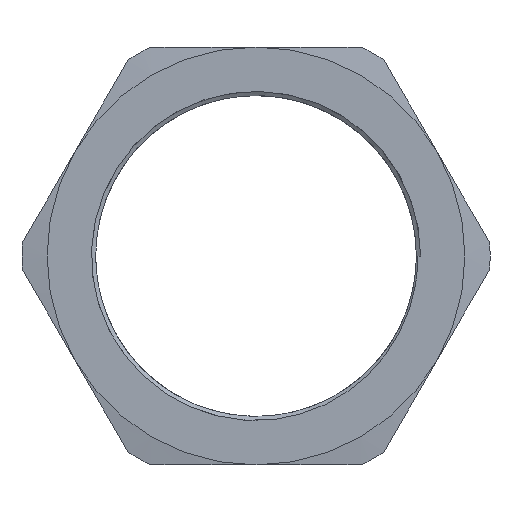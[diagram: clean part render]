
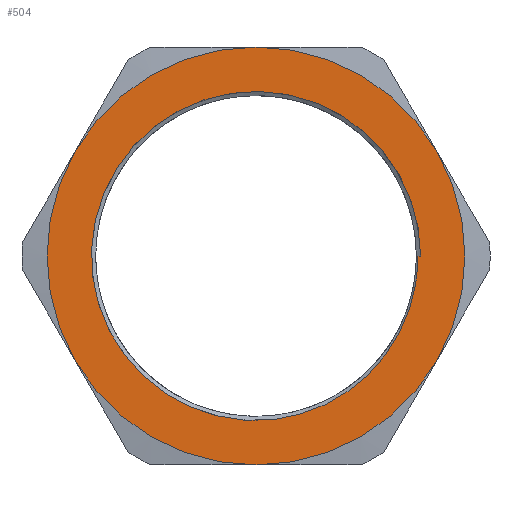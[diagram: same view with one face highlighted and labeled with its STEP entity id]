
A CAD part, left-side view. The second image highlights one B-rep face of the part: STEP entity #504.
In plain terms, the highlighted planar face has unit normal (-1, 0, 0).
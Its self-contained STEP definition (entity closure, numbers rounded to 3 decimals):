
#15=FACE_BOUND('',#125,.T.);
#60=PLANE('',#568);
#93=FACE_OUTER_BOUND('',#124,.T.);
#124=EDGE_LOOP('',(#448,#449,#450,#451,#452,#453));
#125=EDGE_LOOP('',(#454,#455,#456));
#131=LINE('',#1675,#148);
#148=VECTOR('',#581,10.);
#164=B_SPLINE_CURVE_WITH_KNOTS('',3,(#1069,#1070,#1071,#1072,#1073,#1074,
#1075,#1076,#1077,#1078,#1079,#1080,#1081,#1082,#1083,#1084),
 .UNSPECIFIED.,.F.,.F.,(4,3,3,3,3,4),(-4.591,-4.579,
-3.045,-1.518,-0.095,0.),
 .UNSPECIFIED.);
#171=CIRCLE('',#519,31.5);
#172=CIRCLE('',#527,40.);
#175=CIRCLE('',#531,40.);
#177=CIRCLE('',#534,40.);
#179=CIRCLE('',#537,40.);
#180=CIRCLE('',#539,40.);
#195=CIRCLE('',#566,40.);
#200=VERTEX_POINT('',#1067);
#201=VERTEX_POINT('',#1068);
#205=VERTEX_POINT('',#1674);
#209=VERTEX_POINT('',#1688);
#212=VERTEX_POINT('',#1702);
#221=VERTEX_POINT('',#1730);
#227=VERTEX_POINT('',#1751);
#233=VERTEX_POINT('',#1772);
#236=VERTEX_POINT('',#1786);
#246=EDGE_CURVE('',#200,#201,#164,.T.);
#253=EDGE_CURVE('',#201,#205,#131,.T.);
#256=EDGE_CURVE('',#200,#205,#171,.T.);
#293=EDGE_CURVE('',#209,#233,#172,.T.);
#296=EDGE_CURVE('',#236,#227,#175,.T.);
#298=EDGE_CURVE('',#227,#221,#177,.T.);
#300=EDGE_CURVE('',#233,#212,#179,.T.);
#301=EDGE_CURVE('',#212,#236,#180,.T.);
#316=EDGE_CURVE('',#221,#209,#195,.T.);
#448=ORIENTED_EDGE('',*,*,#298,.F.);
#449=ORIENTED_EDGE('',*,*,#296,.F.);
#450=ORIENTED_EDGE('',*,*,#301,.F.);
#451=ORIENTED_EDGE('',*,*,#300,.F.);
#452=ORIENTED_EDGE('',*,*,#293,.F.);
#453=ORIENTED_EDGE('',*,*,#316,.F.);
#454=ORIENTED_EDGE('',*,*,#256,.T.);
#455=ORIENTED_EDGE('',*,*,#253,.F.);
#456=ORIENTED_EDGE('',*,*,#246,.F.);
#504=ADVANCED_FACE('',(#93,#15),#60,.T.);
#519=AXIS2_PLACEMENT_3D('',#1679,#587,#588);
#527=AXIS2_PLACEMENT_3D('',#1807,#615,#616);
#531=AXIS2_PLACEMENT_3D('',#1811,#623,#624);
#534=AXIS2_PLACEMENT_3D('',#1814,#629,#630);
#537=AXIS2_PLACEMENT_3D('',#1817,#635,#636);
#539=AXIS2_PLACEMENT_3D('',#1819,#639,#640);
#566=AXIS2_PLACEMENT_3D('',#1846,#693,#694);
#568=AXIS2_PLACEMENT_3D('',#1848,#697,#698);
#581=DIRECTION('',(0.,-1.,0.));
#587=DIRECTION('center_axis',(1.,0.,0.));
#588=DIRECTION('ref_axis',(0.,0.,-1.));
#615=DIRECTION('center_axis',(1.,0.,0.));
#616=DIRECTION('ref_axis',(0.,-1.,0.));
#623=DIRECTION('center_axis',(1.,0.,0.));
#624=DIRECTION('ref_axis',(0.,-1.,0.));
#629=DIRECTION('center_axis',(1.,0.,0.));
#630=DIRECTION('ref_axis',(0.,-1.,0.));
#635=DIRECTION('center_axis',(1.,0.,0.));
#636=DIRECTION('ref_axis',(0.,-1.,0.));
#639=DIRECTION('center_axis',(1.,0.,0.));
#640=DIRECTION('ref_axis',(0.,-1.,0.));
#693=DIRECTION('center_axis',(1.,0.,0.));
#694=DIRECTION('ref_axis',(0.,-1.,0.));
#697=DIRECTION('center_axis',(-1.,0.,0.));
#698=DIRECTION('ref_axis',(0.,0.,1.));
#1067=CARTESIAN_POINT('',(-6.4,-3.293,-31.327));
#1068=CARTESIAN_POINT('',(-6.4,-30.956,0.));
#1069=CARTESIAN_POINT('Ctrl Pts',(-6.4,-3.293,-31.33));
#1070=CARTESIAN_POINT('Ctrl Pts',(-6.4,-3.331,-31.325));
#1071=CARTESIAN_POINT('Ctrl Pts',(-6.4,-3.368,-31.321));
#1072=CARTESIAN_POINT('Ctrl Pts',(-6.4,-3.406,-31.316));
#1073=CARTESIAN_POINT('Ctrl Pts',(-6.4,-8.484,-30.704));
#1074=CARTESIAN_POINT('Ctrl Pts',(-6.4,-13.392,-28.834));
#1075=CARTESIAN_POINT('Ctrl Pts',(-6.4,-17.576,-25.924));
#1076=CARTESIAN_POINT('Ctrl Pts',(-6.4,-21.74,-23.028));
#1077=CARTESIAN_POINT('Ctrl Pts',(-6.4,-25.191,-19.094));
#1078=CARTESIAN_POINT('Ctrl Pts',(-6.4,-27.512,-14.586));
#1079=CARTESIAN_POINT('Ctrl Pts',(-6.4,-29.676,-10.384));
#1080=CARTESIAN_POINT('Ctrl Pts',(-6.4,-30.863,-5.683));
#1081=CARTESIAN_POINT('Ctrl Pts',(-6.4,-30.953,-0.946));
#1082=CARTESIAN_POINT('Ctrl Pts',(-6.4,-30.959,-0.631));
#1083=CARTESIAN_POINT('Ctrl Pts',(-6.4,-30.96,-0.315));
#1084=CARTESIAN_POINT('Ctrl Pts',(-6.4,-30.956,0.));
#1674=CARTESIAN_POINT('',(-6.4,-31.5,0.));
#1675=CARTESIAN_POINT('',(-6.4,-15.626,0.));
#1679=CARTESIAN_POINT('Origin',(-6.4,0.,0.));
#1688=CARTESIAN_POINT('',(-6.4,0.,40.));
#1702=CARTESIAN_POINT('',(-6.4,-34.641,-20.));
#1730=CARTESIAN_POINT('',(-6.4,34.641,20.));
#1751=CARTESIAN_POINT('',(-6.4,34.641,-20.));
#1772=CARTESIAN_POINT('',(-6.4,-34.641,20.));
#1786=CARTESIAN_POINT('',(-6.4,0.,-40.));
#1807=CARTESIAN_POINT('Origin',(-6.4,0.,0.));
#1811=CARTESIAN_POINT('Origin',(-6.4,0.,0.));
#1814=CARTESIAN_POINT('Origin',(-6.4,0.,0.));
#1817=CARTESIAN_POINT('Origin',(-6.4,0.,0.));
#1819=CARTESIAN_POINT('Origin',(-6.4,0.,0.));
#1846=CARTESIAN_POINT('Origin',(-6.4,0.,0.));
#1848=CARTESIAN_POINT('Origin',(-6.4,44.8,0.));
